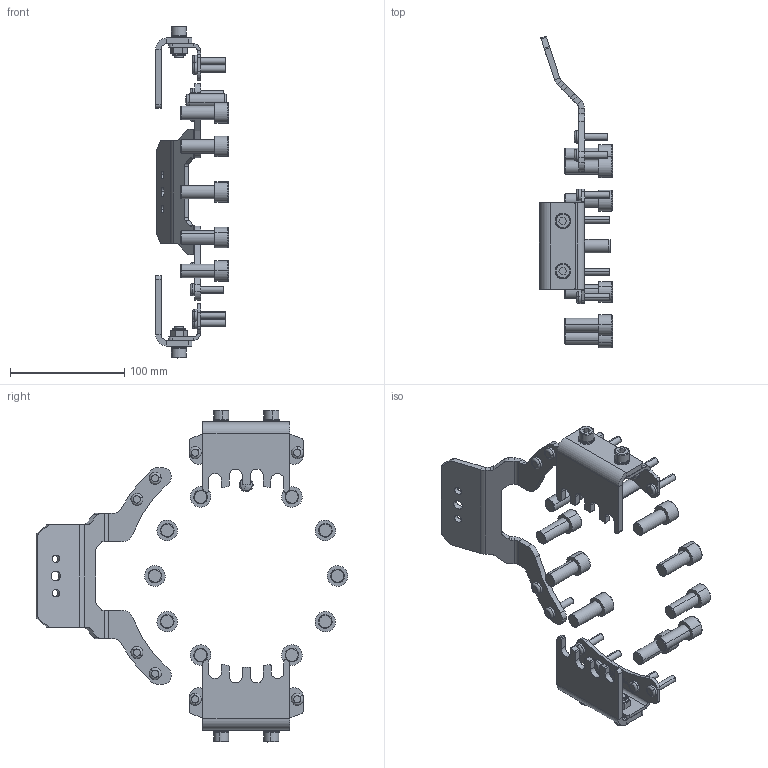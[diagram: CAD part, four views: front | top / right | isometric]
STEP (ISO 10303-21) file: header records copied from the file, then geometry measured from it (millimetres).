
FILE_DESCRIPTION (( 'STEP AP214' ), '1' );
FILE_NAME ('P5518.STEP', '2026-04-13T05:57:44', ( '' ), ( '' ), 'SwSTEP 2.0', 'SolidWorks 2024', '' );
FILE_SCHEMA (( 'AUTOMOTIVE_DESIGN' ));
Length unit declared in the file: millimetre
Products named in the file (1): P5518
Bounding box: 64 x 273.07 x 291 mm (x, y, z)
Volume: 208607.8 mm3; surface area: 111262.3 mm2
Topology: 40 solids, 40 shells, 1667 faces, 4188 edges, 2708 vertices
Faces by surface type: plane 947, cylinder 310, bspline 280, torus 84, cone 44, sphere 2
Entity records: 83831 total; most frequent: CARTESIAN_POINT 26634, ORIENTED_EDGE 8372, DIRECTION 7138, EDGE_CURVE 4186, VERTEX_POINT 2708, VECTOR 2602, LINE 2602, AXIS2_PLACEMENT_3D 2268
